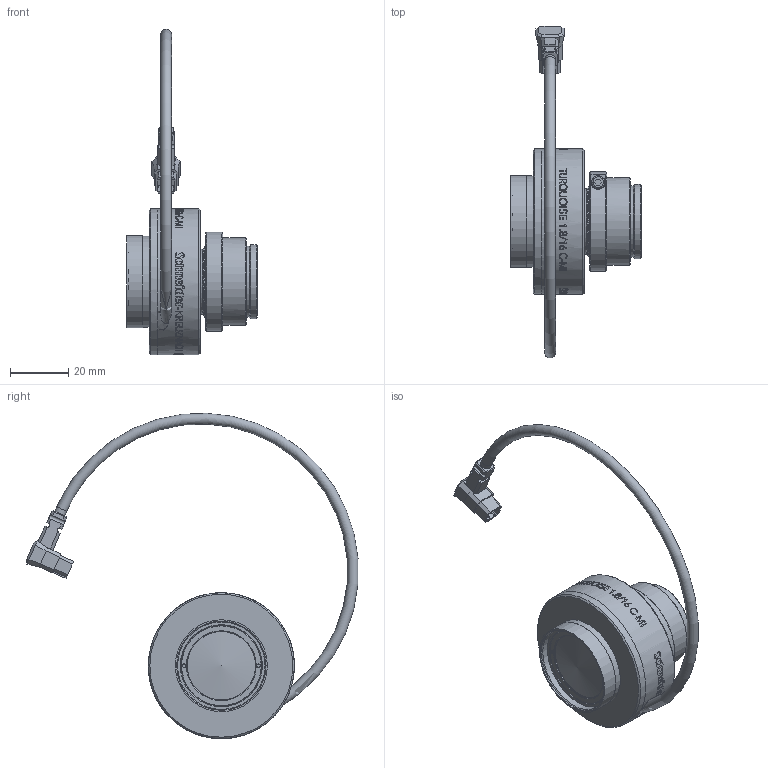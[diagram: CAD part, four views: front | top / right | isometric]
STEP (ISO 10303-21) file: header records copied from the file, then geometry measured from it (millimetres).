
FILE_DESCRIPTION(/* description */ (''),/* implementation_level */ '2;1');
FILE_NAME(/* name */ '1061375_00165280_001.stp',/* time_stamp */ '2021-10-07T14:34:21+02:00',/* author */ (''),/* organization */ (''),/* preprocessor_version */ 'ST-DEVELOPER v16',/* originating_system */ 'SIEMENS PLM Software NX 10.0',/* authorisation */ '');
FILE_SCHEMA (('AP203_CONFIGURATION_CONTROLLED_3D_DESIGN_OF_MECHANICAL_PARTS_AND_ASSEMBLIES_MIM_LF { 1 0 10303 403 2 1 2}'));
Length unit declared in the file: millimetre
Products named in the file (1): Froe62B4E9EElhd6
Bounding box: 44.74 x 113.72 x 111.45 mm (x, y, z)
Volume: 52102.2 mm3; surface area: 19747.5 mm2
Topology: 1 solids, 12 shells, 638 faces, 2054 edges, 1575 vertices
Faces by surface type: plane 326, cylinder 245, cone 49, torus 12, sphere 6
Full cylindrical faces by diameter (mm): 0.5 x4, 1.1 x1, 1.2 x2, 1.7 x6, 1.8 x3, 1.9 x3, 2.5 x2, 2.7 x6, 3.7 x1, 4 x2, 4.5 x1, 13 x1, 15 x1, 15.5 x1, 15.8 x1, 16.6 x1, 19 x1, 20 x1, 22.3 x1, 23 x3, 23.2 x1, 23.5 x1, 24.4 x1, 25.4 x1, 29.96 x1, 30 x1, 30.6 x1, 31.3 x1, 31.4 x1, 31.5 x1
Entity records: 24890 total; most frequent: CARTESIAN_POINT 7736, ORIENTED_EDGE 3837, DIRECTION 2888, EDGE_CURVE 1921, VERTEX_POINT 1537, AXIS2_PLACEMENT_3D 1058, EDGE_LOOP 910, LINE 772
